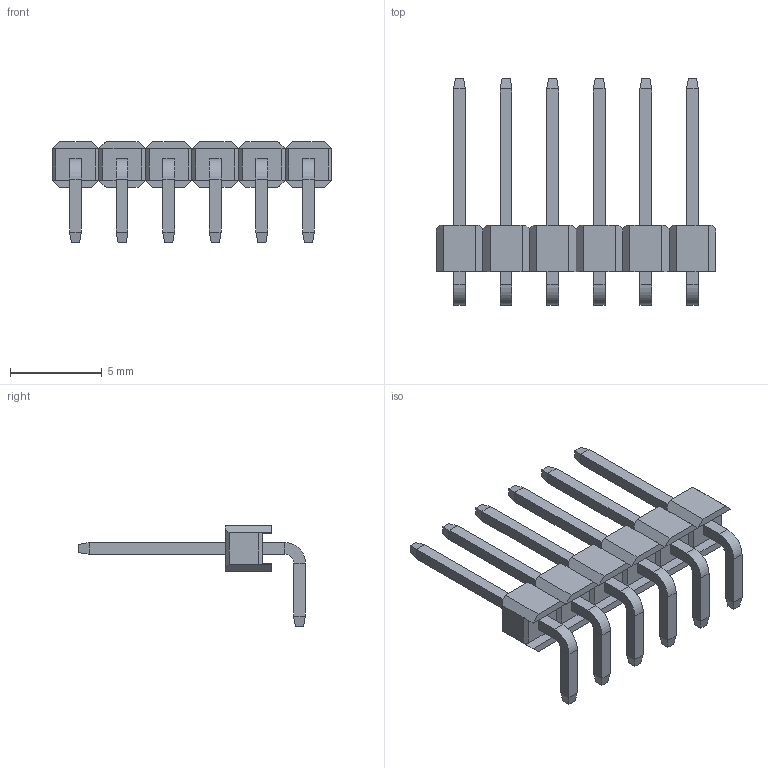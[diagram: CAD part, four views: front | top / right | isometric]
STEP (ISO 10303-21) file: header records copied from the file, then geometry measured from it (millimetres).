
FILE_DESCRIPTION (( 'STEP AP214' ), '1' );
FILE_NAME ('1x6 Male Pin Header Angle.STEP', '2021-11-12T11:44:00', ( 'M.B.I.' ), ( '' ), 'SwSTEP 2.0', '', '' );
FILE_SCHEMA (( 'AUTOMOTIVE_DESIGN' ));
Length unit declared in the file: millimetre
Products named in the file (1): 1x6 Male Pin Header Angle
Bounding box: 15.24 x 12.36 x 5.5 mm (x, y, z)
Volume: 110.6 mm3; surface area: 456.1 mm2
Topology: 7 solids, 7 shells, 284 faces, 698 edges, 428 vertices
Faces by surface type: plane 272, cylinder 12
Entity records: 8182 total; most frequent: CARTESIAN_POINT 1411, ORIENTED_EDGE 1396, DIRECTION 1292, EDGE_CURVE 698, LINE 674, VECTOR 674, VERTEX_POINT 428, AXIS2_PLACEMENT_3D 309
